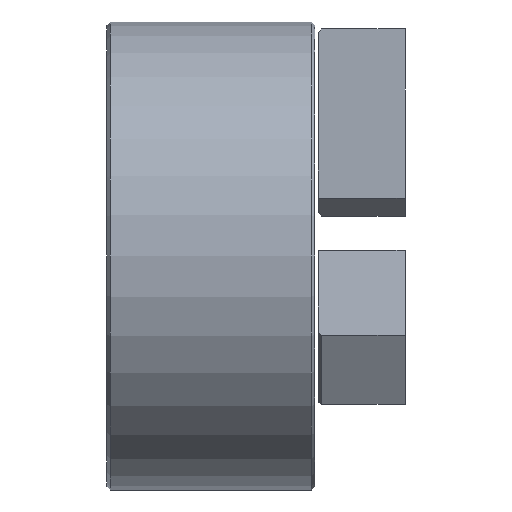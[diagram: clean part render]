
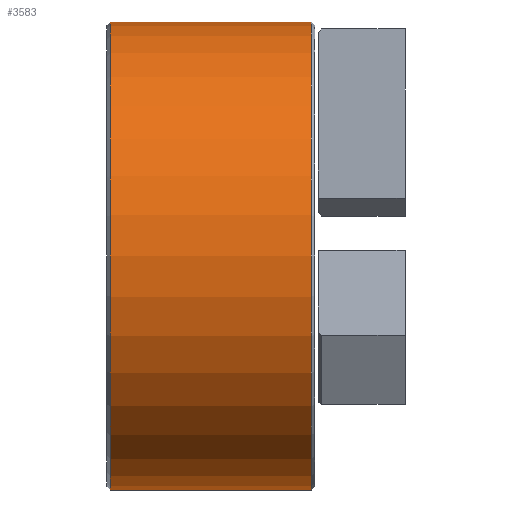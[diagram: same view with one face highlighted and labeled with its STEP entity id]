
A CAD part, front view. The second image highlights one B-rep face of the part: STEP entity #3583.
In plain terms, the highlighted cylindrical face has radius 67.5 mm (diameter 135 mm), a full revolution.
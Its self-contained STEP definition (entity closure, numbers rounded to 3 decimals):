
#689=ORIENTED_EDGE('',*,*,#1419,.F.);
#690=ORIENTED_EDGE('',*,*,#1420,.T.);
#1419=EDGE_CURVE('',#1788,#1788,#2050,.T.);
#1420=EDGE_CURVE('',#1789,#1789,#2051,.T.);
#1788=VERTEX_POINT('',#4833);
#1789=VERTEX_POINT('',#4836);
#2050=CIRCLE('',#3788,67.5);
#2051=CIRCLE('',#3790,67.5);
#2155=EDGE_LOOP('',(#689));
#2156=EDGE_LOOP('',(#690));
#2416=FACE_BOUND('',#2155,.T.);
#2417=FACE_BOUND('',#2156,.T.);
#2666=CYLINDRICAL_SURFACE('',#3789,67.5);
#3583=ADVANCED_FACE('',(#2416,#2417),#2666,.T.);
#3788=AXIS2_PLACEMENT_3D('',#4832,#4079,#4080);
#3789=AXIS2_PLACEMENT_3D('',#4834,#4081,#4082);
#3790=AXIS2_PLACEMENT_3D('',#4835,#4083,#4084);
#4079=DIRECTION('',(-1.,0.,0.));
#4080=DIRECTION('',(0.,0.,1.));
#4081=DIRECTION('',(1.,0.,0.));
#4082=DIRECTION('',(0.,0.,1.));
#4083=DIRECTION('',(-1.,0.,0.));
#4084=DIRECTION('',(0.,0.,1.));
#4832=CARTESIAN_POINT('',(-29.,0.,0.));
#4833=CARTESIAN_POINT('',(-29.,0.,67.5));
#4834=CARTESIAN_POINT('',(-60.008,0.,0.));
#4835=CARTESIAN_POINT('',(29.,0.,0.));
#4836=CARTESIAN_POINT('',(29.,0.,67.5));
